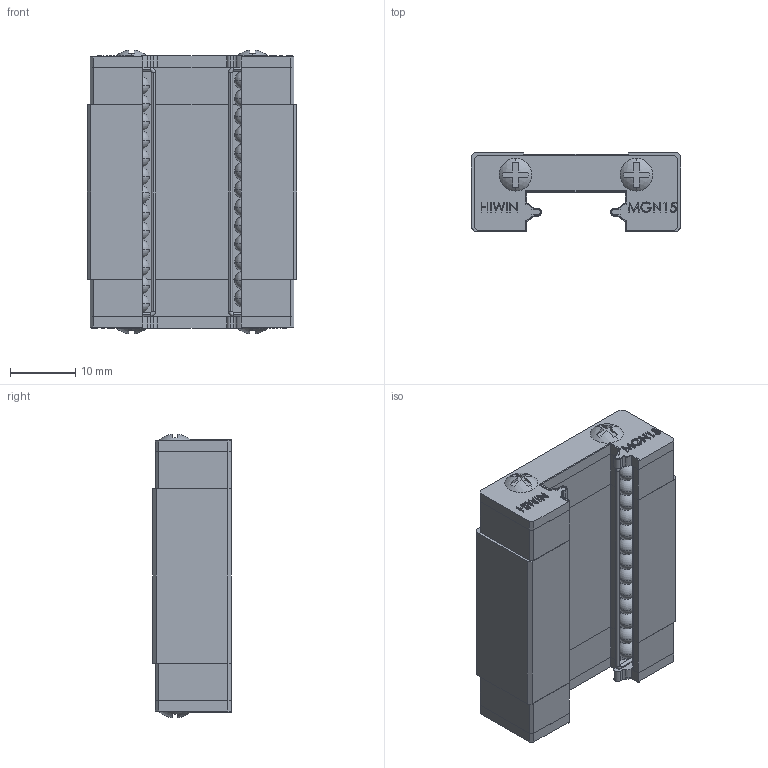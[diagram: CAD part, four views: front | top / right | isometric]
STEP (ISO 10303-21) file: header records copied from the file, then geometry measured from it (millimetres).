
FILE_DESCRIPTION (( 'STEP AP214' ), '1' );
FILE_NAME ('MGN15C.STEP', '2023-09-15T02:49:37', ( '' ), ( '' ), 'SwSTEP 2.0', 'SolidWorks 2023', '' );
FILE_SCHEMA (( 'AUTOMOTIVE_DESIGN' ));
Length unit declared in the file: millimetre
Products named in the file (6): MGN15_Cage; MGN15_Ball; MGN15C; MGN15_EndCap; MGN15_Body; MGN15_Seal
Assembly tree (33 placements, depth 2):
  MGN15C
    MGN15_Body
    MGN15_EndCap  x2
    MGN15_Seal  x2
    MGN15_Cage  x2
    MGN15_Ball  x26
Bounding box: 32 x 12 x 43.41 mm (x, y, z)
Volume: 11755.2 mm3; surface area: 8275.5 mm2
Topology: 33 solids, 33 shells, 547 faces, 1525 edges, 1016 vertices
Faces by surface type: plane 340, cylinder 89, sphere 60, bspline 34, cone 16, torus 8
Entity records: 11192 total; most frequent: CARTESIAN_POINT 2895, DIRECTION 1629, ORIENTED_EDGE 1618, EDGE_CURVE 809, LINE 569, VECTOR 569, VERTEX_POINT 536, AXIS2_PLACEMENT_3D 530
